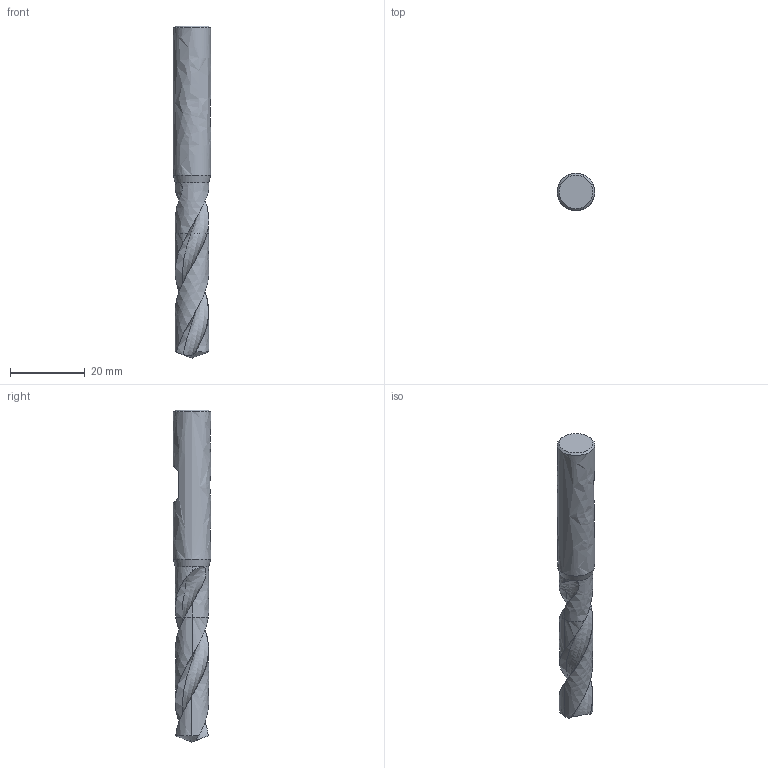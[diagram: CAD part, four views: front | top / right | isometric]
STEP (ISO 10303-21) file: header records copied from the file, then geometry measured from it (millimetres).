
FILE_DESCRIPTION(('STEP'), '1');
FILE_NAME('1115030090.stp', '2021-09-29T13:59:45', ('TDM Systems GmbH'), ('TDM Systems GmbH'), 'HarmonyWare STEP v2.1.2-dev Express v3.0.0.0', 'TDM', 'Unknown');
FILE_SCHEMA(('AUTOMOTIVE_DESIGN'));
Length unit declared in the file: millimetre
Products named in the file (1): NONE
Bounding box: 10 x 10 x 89 mm (x, y, z)
Volume: 5200.5 mm3; surface area: 2919.4 mm2
Topology: 2 solids, 2 shells, 30 faces, 82 edges, 61 vertices
Faces by surface type: bspline 24, plane 6
Entity records: 3994 total; most frequent: CARTESIAN_POINT 3329, ORIENTED_EDGE 154, DIRECTION 78, EDGE_CURVE 77, VERTEX_POINT 52, B_SPLINE_CURVE_WITH_KNOTS 38, EDGE_LOOP 31, ADVANCED_FACE 30
